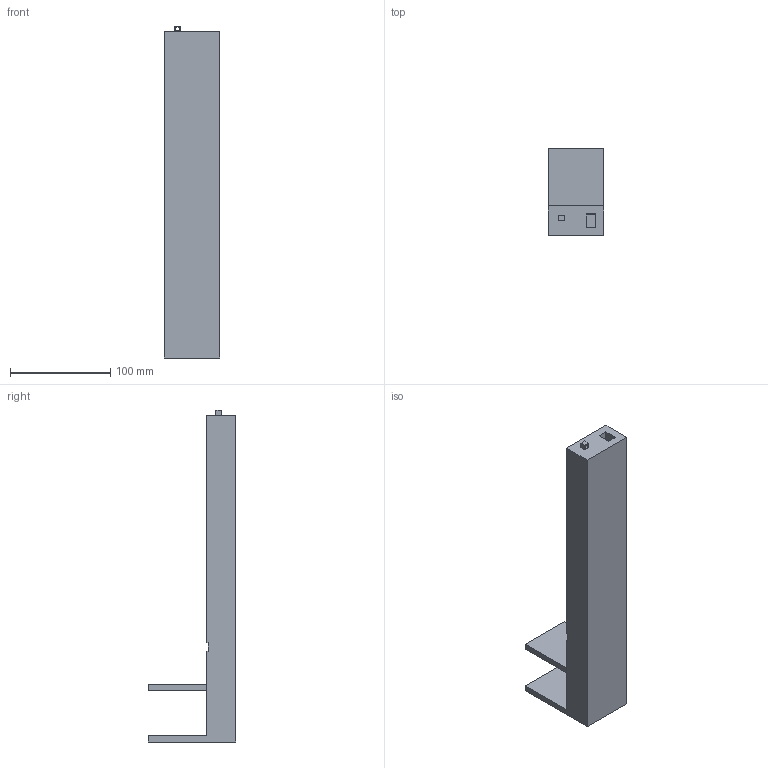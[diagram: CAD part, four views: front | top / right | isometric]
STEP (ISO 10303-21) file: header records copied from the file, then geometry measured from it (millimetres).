
FILE_DESCRIPTION(/* description */ (''),/* implementation_level */ '2;1');
FILE_NAME(/* name */ 'Table_attachement real v1.step',/* time_stamp */ '2025-08-07T19:41:00-07:00',/* author */ (''),/* organization */ (''),/* preprocessor_version */ 'ST-DEVELOPER v20.1',/* originating_system */ 'Autodesk Translation Framework v14.10.0.0',/* authorisation */ '');
FILE_SCHEMA (('AUTOMOTIVE_DESIGN { 1 0 10303 214 3 1 1 }'));
Length unit declared in the file: millimetre
Products named in the file (3): FusionComponent; Component1; Component2
Assembly tree (2 placements, depth 2):
  FusionComponent
    Component1
    Component2
Bounding box: 55.67 x 87.6 x 331.29 mm (x, y, z)
Volume: 424477.7 mm3; surface area: 104212.1 mm2
Topology: 2 solids, 2 shells, 34 faces, 84 edges, 56 vertices
Faces by surface type: plane 32, cylinder 2
Full cylindrical faces by diameter (mm): 4.234 x2
Entity records: 1092 total; most frequent: CARTESIAN_POINT 179, ORIENTED_EDGE 168, DIRECTION 166, EDGE_CURVE 84, LINE 80, VECTOR 80, VERTEX_POINT 56, AXIS2_PLACEMENT_3D 43
